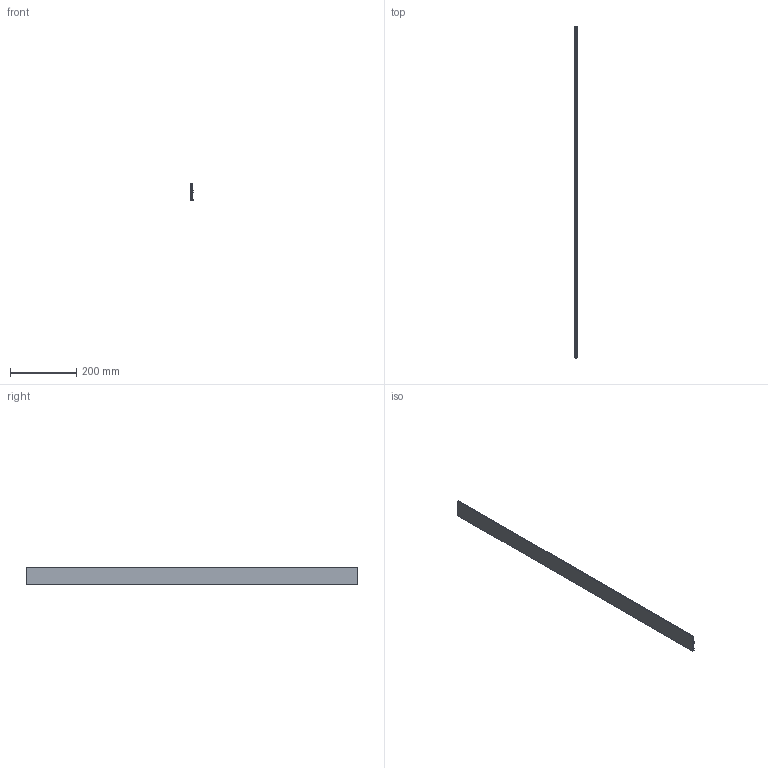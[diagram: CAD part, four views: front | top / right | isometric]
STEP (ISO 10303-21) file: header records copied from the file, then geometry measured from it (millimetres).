
FILE_DESCRIPTION (( 'STEP AP214' ), '1' );
FILE_NAME ('Ñáîðêà1.STEP', '2023-11-30T12:21:59', ( '' ), ( '' ), 'SwSTEP 2.0', 'SolidWorks 2022', '' );
FILE_SCHEMA (( 'AUTOMOTIVE_DESIGN' ));
Length unit declared in the file: millimetre
Products named in the file (2): Z21 Профиль информационный прозрачный 54мм_00; Сборка1
Assembly tree (1 placements, depth 2):
  Сборка1
    Z21 Профиль информационный прозрачный 54мм_00
Bounding box: 6.6 x 1000 x 54 mm (x, y, z)
Volume: 99840.6 mm3; surface area: 251440.4 mm2
Topology: 1 solids, 1 shells, 25 faces, 69 edges, 46 vertices
Faces by surface type: plane 21, cylinder 4
Entity records: 857 total; most frequent: CARTESIAN_POINT 144, ORIENTED_EDGE 138, DIRECTION 135, EDGE_CURVE 69, LINE 61, VECTOR 61, VERTEX_POINT 46, AXIS2_PLACEMENT_3D 37
